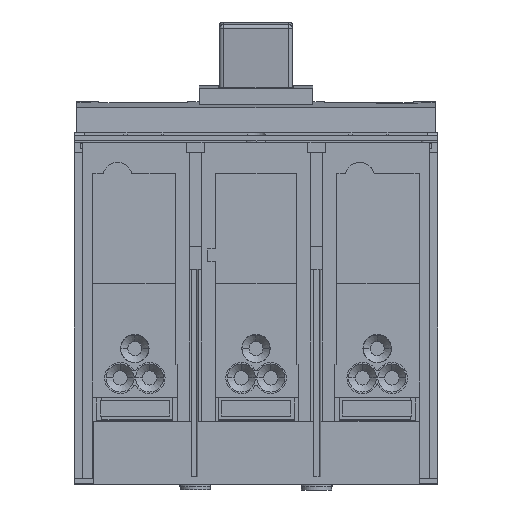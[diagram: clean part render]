
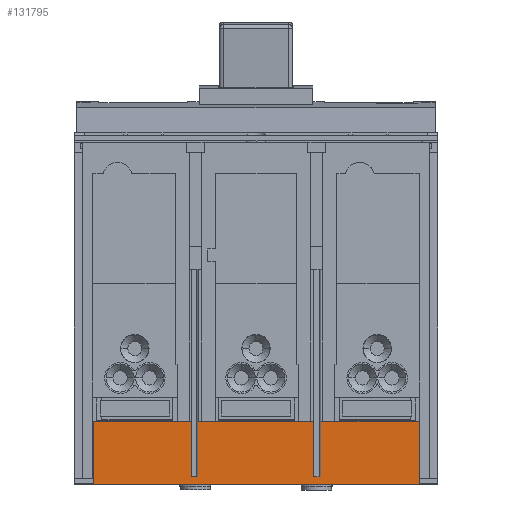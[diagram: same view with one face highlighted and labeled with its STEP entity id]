
A CAD part, front view. The second image highlights one B-rep face of the part: STEP entity #131795.
In plain terms, the highlighted planar face has unit normal (0, -1, 0).
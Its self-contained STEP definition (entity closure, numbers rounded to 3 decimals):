
#3568 = ORIENTED_EDGE ( 'NONE', *, *, #106711, .F. ) ;
#10574 = ORIENTED_EDGE ( 'NONE', *, *, #150934, .F. ) ;
#12199 = VERTEX_POINT ( 'NONE', #157545 ) ;
#12211 = VERTEX_POINT ( 'NONE', #138248 ) ;
#12944 = DIRECTION ( 'NONE',  ( -1., 0., 0. ) ) ;
#15785 = AXIS2_PLACEMENT_3D ( 'NONE', #100695, #19974, #114149 ) ;
#19974 = DIRECTION ( 'NONE',  ( 0., -1., 0. ) ) ;
#27449 = CARTESIAN_POINT ( 'NONE',  ( -35.935, 585.902, 1340.743 ) ) ;
#32982 = LINE ( 'NONE', #62672, #64645 ) ;
#42054 = CARTESIAN_POINT ( 'NONE',  ( 58.065, 585.902, 1340.743 ) ) ;
#43160 = VECTOR ( 'NONE', #171699, 1000. ) ;
#55177 = ORIENTED_EDGE ( 'NONE', *, *, #141044, .T. ) ;
#62672 = CARTESIAN_POINT ( 'NONE',  ( -11.935, 585.902, 1340.743 ) ) ;
#63275 = FACE_OUTER_BOUND ( 'NONE', #122158, .T. ) ;
#64645 = VECTOR ( 'NONE', #170089, 1000. ) ;
#78473 = VECTOR ( 'NONE', #12944, 1000. ) ;
#79011 = LINE ( 'NONE', #131258, #43160 ) ;
#85572 = VERTEX_POINT ( 'NONE', #27449 ) ;
#96153 = DIRECTION ( 'NONE',  ( 0., 0., -1. ) ) ;
#99493 = PLANE ( 'NONE',  #15785 ) ;
#99527 = ORIENTED_EDGE ( 'NONE', *, *, #136667, .F. ) ;
#100695 = CARTESIAN_POINT ( 'NONE',  ( -11.935, 585.902, 1322.543 ) ) ;
#103485 = VERTEX_POINT ( 'NONE', #136153 ) ;
#106711 = EDGE_CURVE ( 'NONE', #12211, #85572, #79011, .T. ) ;
#114149 = DIRECTION ( 'NONE',  ( 1., 0., 0. ) ) ;
#122158 = EDGE_LOOP ( 'NONE', ( #3568, #10574, #99527, #55177 ) ) ;
#127814 = VECTOR ( 'NONE', #96153, 1000. ) ;
#131258 = CARTESIAN_POINT ( 'NONE',  ( -35.935, 585.902, 1322.543 ) ) ;
#131795 = ADVANCED_FACE ( 'NONE', ( #63275 ), #99493, .T. ) ;
#132032 = LINE ( 'NONE', #42054, #127814 ) ;
#136153 = CARTESIAN_POINT ( 'NONE',  ( 58.065, 585.902, 1322.543 ) ) ;
#136667 = EDGE_CURVE ( 'NONE', #12199, #103485, #132032, .T. ) ;
#138248 = CARTESIAN_POINT ( 'NONE',  ( -35.935, 585.902, 1322.543 ) ) ;
#141044 = EDGE_CURVE ( 'NONE', #12199, #85572, #32982, .T. ) ;
#150934 = EDGE_CURVE ( 'NONE', #103485, #12211, #154041, .T. ) ;
#154041 = LINE ( 'NONE', #173976, #78473 ) ;
#157545 = CARTESIAN_POINT ( 'NONE',  ( 58.065, 585.902, 1340.743 ) ) ;
#170089 = DIRECTION ( 'NONE',  ( -1., 0., 0. ) ) ;
#171699 = DIRECTION ( 'NONE',  ( 0., 0., 1. ) ) ;
#173976 = CARTESIAN_POINT ( 'NONE',  ( -11.935, 585.902, 1322.543 ) ) ;
